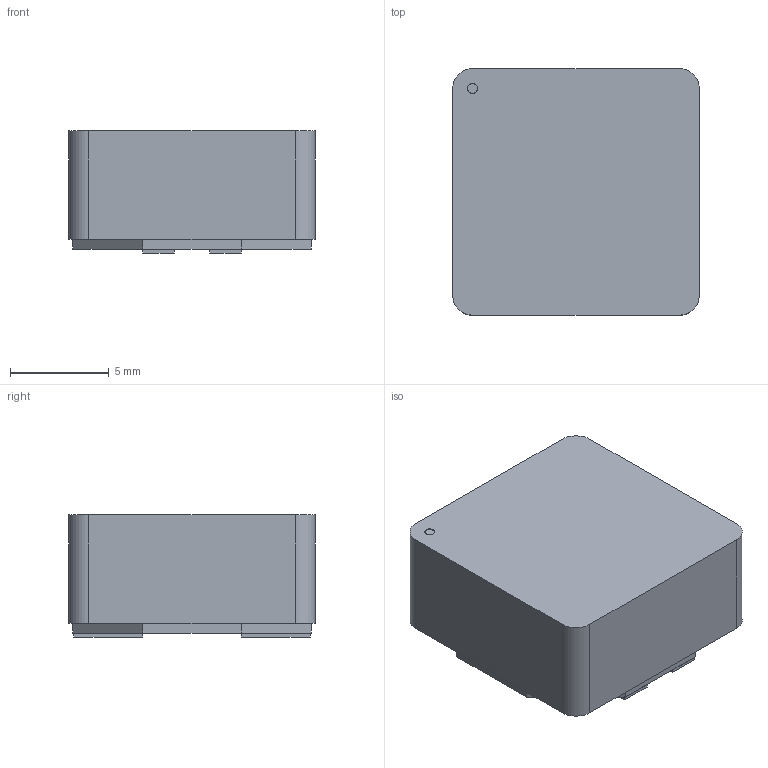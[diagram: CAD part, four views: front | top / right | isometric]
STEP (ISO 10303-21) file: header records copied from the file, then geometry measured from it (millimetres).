
FILE_DESCRIPTION(('FreeCAD Model'),'2;1');
FILE_NAME('L_Bourns_SRF1260.step','2020-03-25T10:59:33',('kicad StepUp'),('ksu MCAD'), 'Open CASCADE STEP processor 7.3','FreeCAD','Unknown');
FILE_SCHEMA(('AUTOMOTIVE_DESIGN { 1 0 10303 214 1 1 1 1 }'));
Length unit declared in the file: millimetre
Products named in the file (1): L_Bourns_SRF1260
Bounding box: 12.5 x 12.5 x 6.2 mm (x, y, z)
Volume: 919.7 mm3; surface area: 604.6 mm2
Topology: 1 solids, 1 shells, 41 faces, 99 edges, 66 vertices
Faces by surface type: plane 36, cylinder 5
Full cylindrical faces by diameter (mm): 0.5 x1
Entity records: 1483 total; most frequent: CARTESIAN_POINT 208, ORIENTED_EDGE 198, DIRECTION 192, EDGE_CURVE 99, LINE 88, VECTOR 88, VERTEX_POINT 66, AXIS2_PLACEMENT_3D 52
